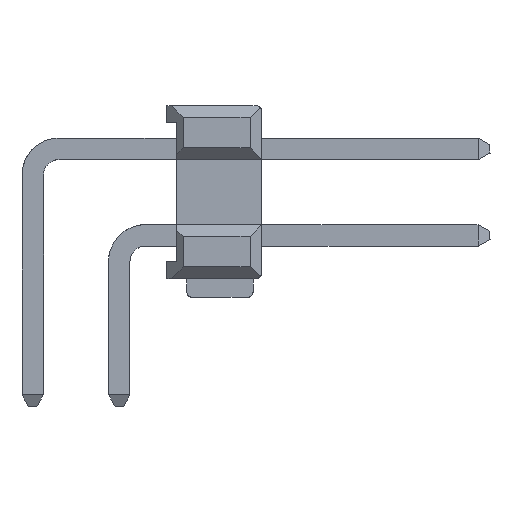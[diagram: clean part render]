
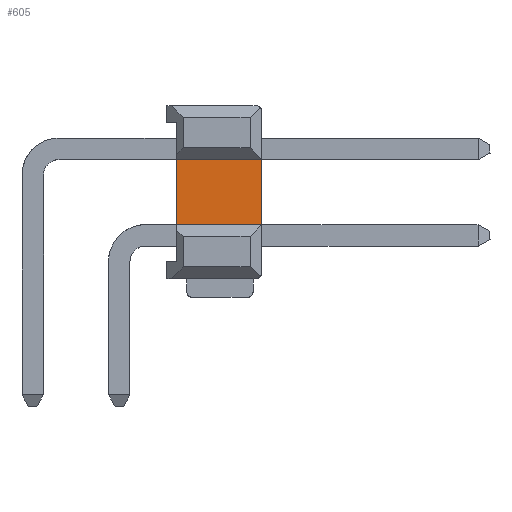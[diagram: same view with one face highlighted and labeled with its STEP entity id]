
A CAD part, left-side view. The second image highlights one B-rep face of the part: STEP entity #605.
In plain terms, the highlighted planar face has unit normal (-1, 0, 0).
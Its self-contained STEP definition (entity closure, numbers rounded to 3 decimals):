
#605=ADVANCED_FACE('',(#1565),#31426,.T.);
#1565=FACE_OUTER_BOUND('',#2528,.T.);
#2528=EDGE_LOOP('',(#3711,#3712,#3713,#3714));
#3711=ORIENTED_EDGE('',*,*,#20960,.T.);
#3712=ORIENTED_EDGE('',*,*,#20950,.F.);
#3713=ORIENTED_EDGE('',*,*,#20957,.F.);
#3714=ORIENTED_EDGE('',*,*,#20953,.F.);
#8291=(
BOUNDED_CURVE()
B_SPLINE_CURVE(1,(#34828,#34829,#34830,#34831),.UNSPECIFIED.,.F.,.F.)
B_SPLINE_CURVE_WITH_KNOTS((2,1,1,2),(-12.607,-11.825,
-11.479,-10.697),.UNSPECIFIED.)
CURVE()
GEOMETRIC_REPRESENTATION_ITEM()
RATIONAL_B_SPLINE_CURVE((1.,1.,1.,1.))
REPRESENTATION_ITEM('')
);
#8294=(
BOUNDED_CURVE()
B_SPLINE_CURVE(1,(#34846,#34847,#34848,#34849),.UNSPECIFIED.,.F.,.F.)
B_SPLINE_CURVE_WITH_KNOTS((2,1,1,2),(-12.607,-11.825,
-11.479,-10.697),.UNSPECIFIED.)
CURVE()
GEOMETRIC_REPRESENTATION_ITEM()
RATIONAL_B_SPLINE_CURVE((1.,1.,1.,1.))
REPRESENTATION_ITEM('')
);
#9068=PCURVE('',#31420,#13844);
#9080=PCURVE('',#31422,#13856);
#9089=PCURVE('',#31424,#13865);
#9111=PCURVE('',#31426,#13887);
#9112=PCURVE('',#31426,#13888);
#9113=PCURVE('',#31426,#13889);
#9114=PCURVE('',#31426,#13890);
#9117=PCURVE('',#31427,#13893);
#13844=DEFINITIONAL_REPRESENTATION('',(#23492),#55780);
#13856=DEFINITIONAL_REPRESENTATION('',(#23507),#55780);
#13865=DEFINITIONAL_REPRESENTATION('',(#23520),#55780);
#13887=DEFINITIONAL_REPRESENTATION('',(#23544),#55780);
#13888=DEFINITIONAL_REPRESENTATION('',(#23545),#55780);
#13889=DEFINITIONAL_REPRESENTATION('',(#23546),#55780);
#13890=DEFINITIONAL_REPRESENTATION('',(#23547),#55780);
#13893=DEFINITIONAL_REPRESENTATION('',(#8294),#55780);
#18562=SURFACE_CURVE('',#23491,(#9068,#9112),.PCURVE_S1.);
#18565=SURFACE_CURVE('',#23506,(#9080,#9114),.PCURVE_S1.);
#18569=SURFACE_CURVE('',#23519,(#9089,#9113),.PCURVE_S1.);
#18572=SURFACE_CURVE('',#8291,(#9111,#9117),.PCURVE_S1.);
#20950=EDGE_CURVE('',#29854,#29848,#18562,.T.);
#20953=EDGE_CURVE('',#29852,#29856,#18565,.T.);
#20957=EDGE_CURVE('',#29856,#29854,#18569,.T.);
#20960=EDGE_CURVE('',#29852,#29848,#18572,.T.);
#23491=B_SPLINE_CURVE_WITH_KNOTS('',1,(#34700,#34701),.UNSPECIFIED.,.F.,
 .F.,(2,2),(-4.97,-2.47),.UNSPECIFIED.);
#23492=B_SPLINE_CURVE_WITH_KNOTS('',1,(#34702,#34703),.UNSPECIFIED.,.F.,
 .F.,(2,2),(-4.97,-2.47),.UNSPECIFIED.);
#23506=B_SPLINE_CURVE_WITH_KNOTS('',1,(#34742,#34743),.UNSPECIFIED.,.F.,
 .F.,(2,2),(-9.38,-6.88),.UNSPECIFIED.);
#23507=B_SPLINE_CURVE_WITH_KNOTS('',1,(#34744,#34745),.UNSPECIFIED.,.F.,
 .F.,(2,2),(-9.38,-6.88),.UNSPECIFIED.);
#23519=B_SPLINE_CURVE_WITH_KNOTS('',1,(#34773,#34774),.UNSPECIFIED.,.F.,
 .F.,(2,2),(-6.88,-4.97),.UNSPECIFIED.);
#23520=B_SPLINE_CURVE_WITH_KNOTS('',1,(#34775,#34776),.UNSPECIFIED.,.F.,
 .F.,(2,2),(-6.88,-4.97),.UNSPECIFIED.);
#23544=B_SPLINE_CURVE_WITH_KNOTS('',1,(#34832,#34833,#34834,#34835),
 .UNSPECIFIED.,.F.,.F.,(2,1,1,2),(-12.607,-11.825,-11.479,
-10.697),.UNSPECIFIED.);
#23545=B_SPLINE_CURVE_WITH_KNOTS('',1,(#34836,#34837),.UNSPECIFIED.,.F.,
 .F.,(2,2),(-4.97,-2.47),.UNSPECIFIED.);
#23546=B_SPLINE_CURVE_WITH_KNOTS('',1,(#34838,#34839),.UNSPECIFIED.,.F.,
 .F.,(2,2),(-6.88,-4.97),.UNSPECIFIED.);
#23547=B_SPLINE_CURVE_WITH_KNOTS('',1,(#34840,#34841),.UNSPECIFIED.,.F.,
 .F.,(2,2),(-9.38,-6.88),.UNSPECIFIED.);
#29848=VERTEX_POINT('',#33964);
#29852=VERTEX_POINT('',#33968);
#29854=VERTEX_POINT('',#33970);
#29856=VERTEX_POINT('',#33972);
#31420=PLANE('',#32244);
#31422=PLANE('',#32246);
#31424=PLANE('',#32248);
#31426=PLANE('',#32250);
#31427=PLANE('',#32251);
#32244=AXIS2_PLACEMENT_3D('',#33873,#33052,$);
#32246=AXIS2_PLACEMENT_3D('',#33875,#33054,$);
#32248=AXIS2_PLACEMENT_3D('',#33877,#33056,$);
#32250=AXIS2_PLACEMENT_3D('',#33879,#33058,$);
#32251=AXIS2_PLACEMENT_3D('',#33880,#33059,$);
#33052=DIRECTION('',(-0.707,0.,-0.707));
#33054=DIRECTION('',(-0.707,0.,0.707));
#33056=DIRECTION('',(0.,1.,0.));
#33058=DIRECTION('',(-1.,0.,0.));
#33059=DIRECTION('',(0.,-1.,0.));
#33873=CARTESIAN_POINT('',(-0.925,2.163,4.045));
#33875=CARTESIAN_POINT('',(-0.925,2.163,2.135));
#33877=CARTESIAN_POINT('',(-1.08,-1.687,1.05));
#33879=CARTESIAN_POINT('',(-0.925,-1.662,4.064));
#33880=CARTESIAN_POINT('',(0.943,-4.187,5.505));
#33964=CARTESIAN_POINT('',(-0.925,-4.187,4.045));
#33968=CARTESIAN_POINT('',(-0.925,-4.187,2.135));
#33970=CARTESIAN_POINT('',(-0.925,-1.687,4.045));
#33972=CARTESIAN_POINT('',(-0.925,-1.687,2.135));
#34700=CARTESIAN_POINT('',(-0.925,-1.687,4.045));
#34701=CARTESIAN_POINT('',(-0.925,-4.187,4.045));
#34702=CARTESIAN_POINT('',(3.85,0.));
#34703=CARTESIAN_POINT('',(6.35,0.));
#34742=CARTESIAN_POINT('',(-0.925,-4.187,2.135));
#34743=CARTESIAN_POINT('',(-0.925,-1.687,2.135));
#34744=CARTESIAN_POINT('',(0.,6.35));
#34745=CARTESIAN_POINT('',(0.,3.85));
#34773=CARTESIAN_POINT('',(-0.925,-1.687,2.135));
#34774=CARTESIAN_POINT('',(-0.925,-1.687,4.045));
#34775=CARTESIAN_POINT('',(1.085,0.155));
#34776=CARTESIAN_POINT('',(2.995,0.155));
#34828=CARTESIAN_POINT('',(-0.925,-4.187,2.135));
#34829=CARTESIAN_POINT('',(-0.925,-4.187,2.917));
#34830=CARTESIAN_POINT('',(-0.925,-4.187,3.263));
#34831=CARTESIAN_POINT('',(-0.925,-4.187,4.045));
#34832=CARTESIAN_POINT('',(0.,0.));
#34833=CARTESIAN_POINT('',(-0.782,0.));
#34834=CARTESIAN_POINT('',(-1.128,0.));
#34835=CARTESIAN_POINT('',(-1.91,0.));
#34836=CARTESIAN_POINT('',(-1.91,-2.5));
#34837=CARTESIAN_POINT('',(-1.91,0.));
#34838=CARTESIAN_POINT('',(0.,-2.5));
#34839=CARTESIAN_POINT('',(-1.91,-2.5));
#34840=CARTESIAN_POINT('',(0.,0.));
#34841=CARTESIAN_POINT('',(0.,-2.5));
#34846=CARTESIAN_POINT('',(1.849,3.322));
#34847=CARTESIAN_POINT('',(1.849,2.54));
#34848=CARTESIAN_POINT('',(1.849,2.195));
#34849=CARTESIAN_POINT('',(1.849,1.412));
#55780=(
GEOMETRIC_REPRESENTATION_CONTEXT(2)
PARAMETRIC_REPRESENTATION_CONTEXT()
REPRESENTATION_CONTEXT('pspace','')
);
